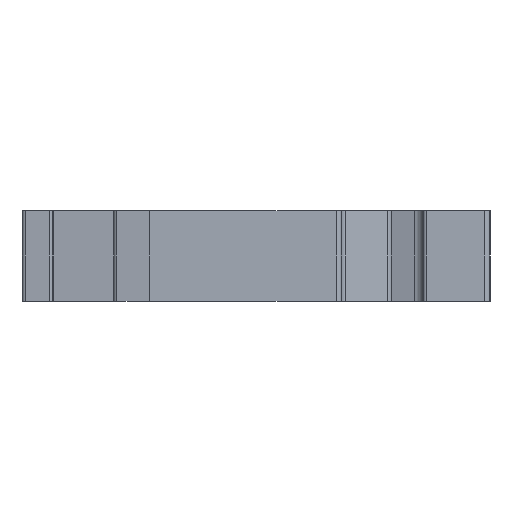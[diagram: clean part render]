
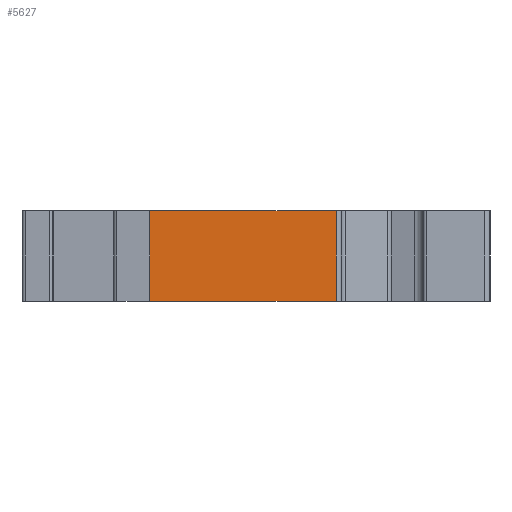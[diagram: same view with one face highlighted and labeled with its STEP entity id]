
A CAD part, left-side view. The second image highlights one B-rep face of the part: STEP entity #5627.
In plain terms, the highlighted planar face has unit normal (-1, 0, 0).
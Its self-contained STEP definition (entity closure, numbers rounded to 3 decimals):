
#175=DIRECTION('',(0.,-1.,0.));
#176=VECTOR('',#175,16.757);
#177=CARTESIAN_POINT('',(-28.85,24.557,-4.1));
#178=LINE('',#177,#176);
#1017=DIRECTION('',(0.,0.,1.));
#1018=VECTOR('',#1017,8.1);
#1019=CARTESIAN_POINT('',(-28.85,7.8,-4.1));
#1020=LINE('',#1019,#1018);
#1021=DIRECTION('',(0.,-1.,0.));
#1022=VECTOR('',#1021,16.757);
#1023=CARTESIAN_POINT('',(-28.85,24.557,4.));
#1024=LINE('',#1023,#1022);
#1029=DIRECTION('',(0.,0.,-1.));
#1030=VECTOR('',#1029,8.1);
#1031=CARTESIAN_POINT('',(-28.85,24.557,4.));
#1032=LINE('',#1031,#1030);
#3680=CARTESIAN_POINT('',(-28.85,24.557,-4.1));
#3681=VERTEX_POINT('',#3680);
#3682=CARTESIAN_POINT('',(-28.85,7.8,-4.1));
#3683=VERTEX_POINT('',#3682);
#3890=CARTESIAN_POINT('',(-28.85,7.8,4.));
#3891=VERTEX_POINT('',#3890);
#3892=CARTESIAN_POINT('',(-28.85,24.557,4.));
#3893=VERTEX_POINT('',#3892);
#5615=CARTESIAN_POINT('',(-28.85,-6.,-4.91));
#5616=DIRECTION('',(1.,0.,0.));
#5617=DIRECTION('',(0.,1.,0.));
#5618=AXIS2_PLACEMENT_3D('',#5615,#5616,#5617);
#5619=PLANE('',#5618);
#5620=ORIENTED_EDGE('',*,*,#5610,.F.);
#5621=ORIENTED_EDGE('',*,*,#4721,.F.);
#5623=ORIENTED_EDGE('',*,*,#5622,.F.);
#5624=ORIENTED_EDGE('',*,*,#4974,.T.);
#5625=EDGE_LOOP('',(#5620,#5621,#5623,#5624));
#5626=FACE_OUTER_BOUND('',#5625,.F.);
#5627=ADVANCED_FACE('',(#5626),#5619,.F.);
#4721=EDGE_CURVE('',#3681,#3683,#178,.T.);
#4974=EDGE_CURVE('',#3893,#3891,#1024,.T.);
#5610=EDGE_CURVE('',#3683,#3891,#1020,.T.);
#5622=EDGE_CURVE('',#3893,#3681,#1032,.T.);
